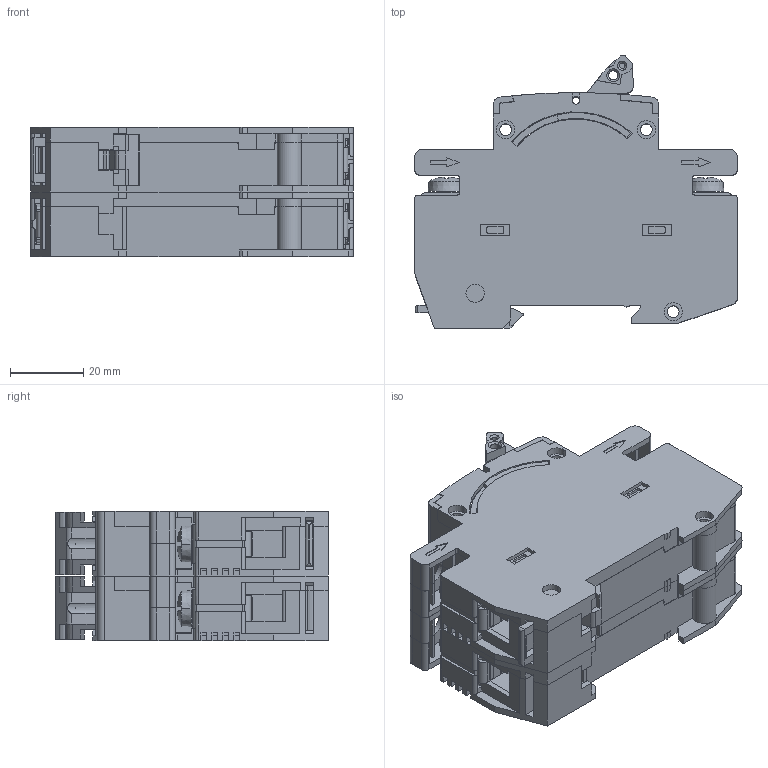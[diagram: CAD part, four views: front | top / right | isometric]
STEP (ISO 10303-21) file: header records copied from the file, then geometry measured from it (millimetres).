
FILE_DESCRIPTION((''),'2;1');
FILE_NAME('ASM0104D_ASM','2021-05-12T',('marketing.praksa'),('Audax d.o.o.'),'CREO PARAMETRIC BY PTC INC, 2017480','CREO PARAMETRIC BY PTC INC, 2017480','');
FILE_SCHEMA(('AUTOMOTIVE_DESIGN { 1 0 10303 214 1 1 1 1 }'));
Products named in the file (20): 0000017821__1; 0000021480_3; 0000037089_AF1_2; 0000022342_2; 0000017863_3; 0000005559_15; 0000003388_2; PRT0005BSHUIT; WL-BASE; 0000017819__1_1; 0000017821__1_1; 0000021480_3_1; 0000037089_AF1_2_1; 0000022342_2_1; 0000017863_3_1; 0000005559_15_1; 0000003388_2_1; 0000001148_2_1; 1XMODULE_NO-LOGO_ASM; ASM0104D_ASM
Assembly tree (23 placements, depth 3):
  ASM0104D_ASM
    0000017821__1
    0000021480_3
    0000037089_AF1_2
    0000022342_2
    0000017863_3
    0000005559_15  x2
    0000003388_2  x2
    PRT0005BSHUIT
    WL-BASE
    1XMODULE_NO-LOGO_ASM
      0000017819__1_1
      0000017821__1_1
      0000021480_3_1
      0000037089_AF1_2_1
      0000022342_2_1
      0000017863_3_1
      0000005559_15_1  x2
      0000003388_2_1  x2
      0000001148_2_1
Bounding box: 88 x 74.67 x 35.2 mm (x, y, z)
Volume: 196287 mm3; surface area: 89043.5 mm2
Topology: 24 solids, 28 shells, 2751 faces, 7780 edges, 5174 vertices
Faces by surface type: plane 2122, cylinder 527, cone 86, sphere 8, torus 8
Entity records: 113102 total; most frequent: CARTESIAN_POINT 15647, ORIENTED_EDGE 13880, DIRECTION 12864, PRESENTATION_STYLE_ASSIGNMENT 7546, STYLED_ITEM 7546, EDGE_CURVE 6940, CURVE_STYLE 5923, VECTOR 5246
